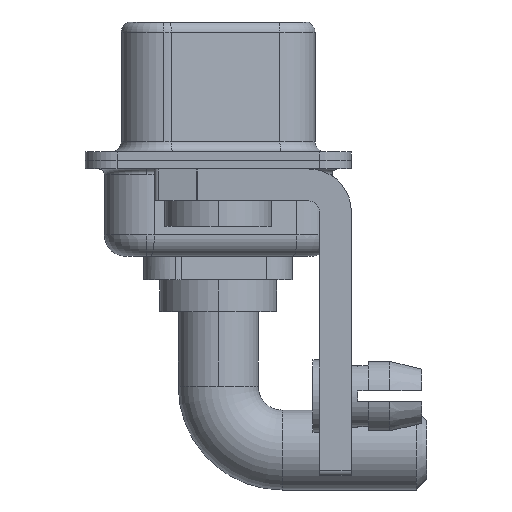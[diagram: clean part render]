
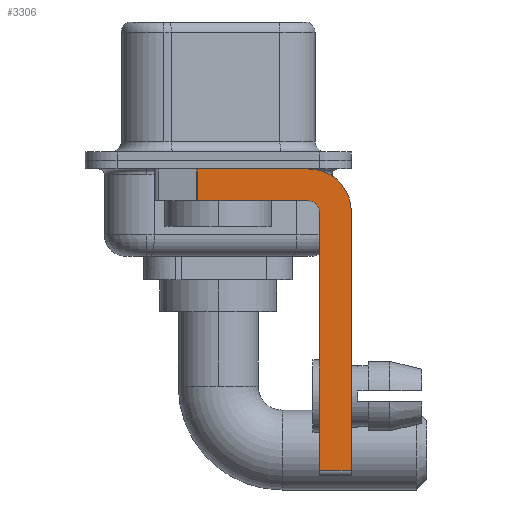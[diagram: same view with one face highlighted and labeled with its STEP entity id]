
A CAD part, left-side view. The second image highlights one B-rep face of the part: STEP entity #3306.
In plain terms, the highlighted planar face has unit normal (-1, 0, 0).
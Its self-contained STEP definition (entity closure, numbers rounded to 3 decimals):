
#24 = VECTOR ( 'NONE', #14905, 1000. ) ;
#532 = VERTEX_POINT ( 'NONE', #2972 ) ;
#649 = CARTESIAN_POINT ( 'NONE',  ( -2.9, -4.75, -2.4 ) ) ;
#662 = CARTESIAN_POINT ( 'NONE',  ( -2.9, -4.75, -14.55 ) ) ;
#938 = VERTEX_POINT ( 'NONE', #1414 ) ;
#1240 = CARTESIAN_POINT ( 'NONE',  ( -2.9, -6.25, -2.4 ) ) ;
#1307 = CARTESIAN_POINT ( 'NONE',  ( -2.9, -4.25, -2.4 ) ) ;
#1325 = EDGE_LOOP ( 'NONE', ( #2195, #16076, #17202, #10116, #6697, #9462, #3809, #9304 ) ) ;
#1414 = CARTESIAN_POINT ( 'NONE',  ( -2.9, -6.25, -2.4 ) ) ;
#1803 = EDGE_CURVE ( 'NONE', #12333, #18012, #13319, .T. ) ;
#2195 = ORIENTED_EDGE ( 'NONE', *, *, #12984, .F. ) ;
#2338 = CARTESIAN_POINT ( 'NONE',  ( -2.9, -4.25, -14.55 ) ) ;
#2972 = CARTESIAN_POINT ( 'NONE',  ( -2.9, -6.25, -14.55 ) ) ;
#3306 = ADVANCED_FACE ( 'NONE', ( #16548 ), #8343, .F. ) ;
#3405 = CARTESIAN_POINT ( 'NONE',  ( -2.9, 3., -0.4 ) ) ;
#3809 = ORIENTED_EDGE ( 'NONE', *, *, #11110, .F. ) ;
#4901 = VERTEX_POINT ( 'NONE', #14163 ) ;
#5231 = EDGE_CURVE ( 'NONE', #18012, #12959, #14894, .T. ) ;
#5339 = CARTESIAN_POINT ( 'NONE',  ( -2.9, 0.978, -1.9 ) ) ;
#5415 = LINE ( 'NONE', #18166, #5733 ) ;
#5465 = DIRECTION ( 'NONE',  ( 1., 0., 0. ) ) ;
#5733 = VECTOR ( 'NONE', #13904, 1000. ) ;
#6697 = ORIENTED_EDGE ( 'NONE', *, *, #1803, .F. ) ;
#7366 = AXIS2_PLACEMENT_3D ( 'NONE', #17444, #13374, #16054 ) ;
#7578 = EDGE_CURVE ( 'NONE', #12333, #532, #14998, .T. ) ;
#7978 = DIRECTION ( 'NONE',  ( 0., 0., 1. ) ) ;
#8343 = PLANE ( 'NONE',  #10855 ) ;
#9304 = ORIENTED_EDGE ( 'NONE', *, *, #10183, .F. ) ;
#9462 = ORIENTED_EDGE ( 'NONE', *, *, #7578, .T. ) ;
#9624 = CARTESIAN_POINT ( 'NONE',  ( -2.9, -4.25, -2.4 ) ) ;
#9800 = DIRECTION ( 'NONE',  ( -1., 0., 0. ) ) ;
#10116 = ORIENTED_EDGE ( 'NONE', *, *, #5231, .F. ) ;
#10183 = EDGE_CURVE ( 'NONE', #16573, #938, #15622, .T. ) ;
#10530 = CARTESIAN_POINT ( 'NONE',  ( -2.9, -4.25, -1.9 ) ) ;
#10817 = VECTOR ( 'NONE', #12231, 1000. ) ;
#10855 = AXIS2_PLACEMENT_3D ( 'NONE', #9624, #5465, #13953 ) ;
#11110 = EDGE_CURVE ( 'NONE', #938, #532, #15169, .T. ) ;
#12041 = DIRECTION ( 'NONE',  ( 0., 0., 1. ) ) ;
#12231 = DIRECTION ( 'NONE',  ( 0., -1., 0. ) ) ;
#12333 = VERTEX_POINT ( 'NONE', #662 ) ;
#12612 = VERTEX_POINT ( 'NONE', #13648 ) ;
#12959 = VERTEX_POINT ( 'NONE', #10530 ) ;
#12984 = EDGE_CURVE ( 'NONE', #4901, #16573, #17360, .T. ) ;
#13031 = EDGE_CURVE ( 'NONE', #4901, #12612, #15128, .T. ) ;
#13319 = LINE ( 'NONE', #14716, #16849 ) ;
#13374 = DIRECTION ( 'NONE',  ( 1., 0., 0. ) ) ;
#13581 = VECTOR ( 'NONE', #14593, 1000. ) ;
#13605 = AXIS2_PLACEMENT_3D ( 'NONE', #1307, #9800, #7978 ) ;
#13648 = CARTESIAN_POINT ( 'NONE',  ( -2.9, 0.978, -1.9 ) ) ;
#13904 = DIRECTION ( 'NONE',  ( 0., 1., 0. ) ) ;
#13953 = DIRECTION ( 'NONE',  ( 0., 0., -1. ) ) ;
#14163 = CARTESIAN_POINT ( 'NONE',  ( -2.9, 0.978, -0.4 ) ) ;
#14593 = DIRECTION ( 'NONE',  ( 0., -1., 0. ) ) ;
#14716 = CARTESIAN_POINT ( 'NONE',  ( -2.9, -4.75, -14.8 ) ) ;
#14866 = DIRECTION ( 'NONE',  ( 0., 0., -1. ) ) ;
#14894 = CIRCLE ( 'NONE', #13605, 0.5 ) ;
#14905 = DIRECTION ( 'NONE',  ( 0., 0., -1. ) ) ;
#14918 = CARTESIAN_POINT ( 'NONE',  ( -2.9, -4.25, -0.4 ) ) ;
#14998 = LINE ( 'NONE', #2338, #10817 ) ;
#15128 = LINE ( 'NONE', #5339, #15645 ) ;
#15169 = LINE ( 'NONE', #1240, #24 ) ;
#15622 = CIRCLE ( 'NONE', #7366, 2. ) ;
#15645 = VECTOR ( 'NONE', #14866, 1000. ) ;
#16054 = DIRECTION ( 'NONE',  ( 0., 0., -1. ) ) ;
#16076 = ORIENTED_EDGE ( 'NONE', *, *, #13031, .T. ) ;
#16548 = FACE_OUTER_BOUND ( 'NONE', #1325, .T. ) ;
#16573 = VERTEX_POINT ( 'NONE', #14918 ) ;
#16849 = VECTOR ( 'NONE', #12041, 1000. ) ;
#17202 = ORIENTED_EDGE ( 'NONE', *, *, #18148, .F. ) ;
#17360 = LINE ( 'NONE', #3405, #13581 ) ;
#17444 = CARTESIAN_POINT ( 'NONE',  ( -2.9, -4.25, -2.4 ) ) ;
#18012 = VERTEX_POINT ( 'NONE', #649 ) ;
#18148 = EDGE_CURVE ( 'NONE', #12959, #12612, #5415, .T. ) ;
#18166 = CARTESIAN_POINT ( 'NONE',  ( -2.9, -4.25, -1.9 ) ) ;
